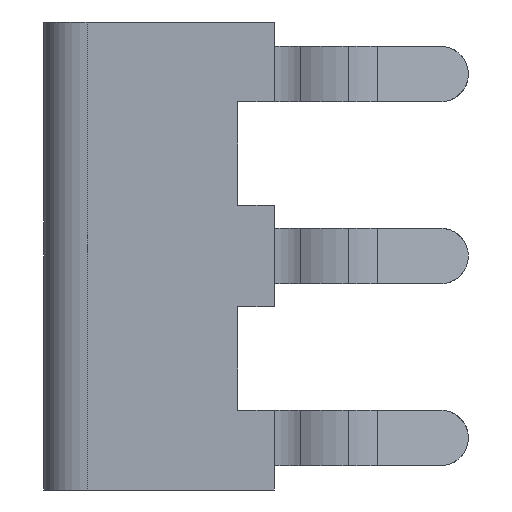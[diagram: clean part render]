
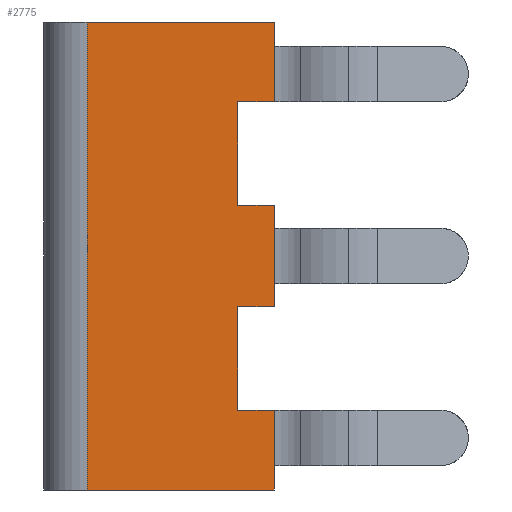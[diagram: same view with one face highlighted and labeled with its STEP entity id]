
A CAD part, left-side view. The second image highlights one B-rep face of the part: STEP entity #2775.
In plain terms, the highlighted planar face has unit normal (-1, 0, 0).
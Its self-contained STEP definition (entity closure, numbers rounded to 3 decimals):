
#223 = DIRECTION ( 'NONE',  ( 0., 0., -1. ) ) ;
#238 = VERTEX_POINT ( 'NONE', #3937 ) ;
#302 = AXIS2_PLACEMENT_3D ( 'NONE', #1752, #5717, #2318 ) ;
#310 = EDGE_CURVE ( 'NONE', #238, #5218, #3632, .T. ) ;
#387 = VERTEX_POINT ( 'NONE', #1464 ) ;
#429 = CARTESIAN_POINT ( 'NONE',  ( -3.912, 10.49, 10.681 ) ) ;
#444 = CARTESIAN_POINT ( 'NONE',  ( -3.912, 5.334, 12.878 ) ) ;
#708 = ORIENTED_EDGE ( 'NONE', *, *, #3947, .F. ) ;
#788 = VECTOR ( 'NONE', #6872, 1000. ) ;
#819 = CARTESIAN_POINT ( 'NONE',  ( -3.912, 5.334, 10.681 ) ) ;
#909 = ORIENTED_EDGE ( 'NONE', *, *, #5338, .F. ) ;
#917 = EDGE_CURVE ( 'NONE', #2485, #5218, #1833, .T. ) ;
#969 = VECTOR ( 'NONE', #7156, 1000. ) ;
#979 = VECTOR ( 'NONE', #7201, 1000. ) ;
#1063 = VERTEX_POINT ( 'NONE', #6919 ) ;
#1067 = LINE ( 'NONE', #5547, #2548 ) ;
#1151 = EDGE_CURVE ( 'NONE', #1063, #3692, #5744, .T. ) ;
#1176 = PLANE ( 'NONE',  #302 ) ;
#1229 = CARTESIAN_POINT ( 'NONE',  ( -3.912, 5.334, 12.878 ) ) ;
#1231 = VECTOR ( 'NONE', #1573, 1000. ) ;
#1265 = CARTESIAN_POINT ( 'NONE',  ( -3.912, 5.334, 12.878 ) ) ;
#1405 = ORIENTED_EDGE ( 'NONE', *, *, #4393, .T. ) ;
#1464 = CARTESIAN_POINT ( 'NONE',  ( -3.912, 5.334, 2.197 ) ) ;
#1488 = VERTEX_POINT ( 'NONE', #2214 ) ;
#1505 = DIRECTION ( 'NONE',  ( 0., 0., -1. ) ) ;
#1534 = CARTESIAN_POINT ( 'NONE',  ( -3.912, 5.334, 12.878 ) ) ;
#1573 = DIRECTION ( 'NONE',  ( 0., 0., -1. ) ) ;
#1752 = CARTESIAN_POINT ( 'NONE',  ( -3.912, 10.49, 12.878 ) ) ;
#1833 = LINE ( 'NONE', #3137, #6184 ) ;
#1888 = CARTESIAN_POINT ( 'NONE',  ( -3.912, 5.334, 0. ) ) ;
#2035 = VECTOR ( 'NONE', #1505, 1000. ) ;
#2188 = VECTOR ( 'NONE', #223, 1000. ) ;
#2214 = CARTESIAN_POINT ( 'NONE',  ( -3.912, 5.334, 12.205 ) ) ;
#2318 = DIRECTION ( 'NONE',  ( 0., -1., 0. ) ) ;
#2380 = LINE ( 'NONE', #2737, #5374 ) ;
#2382 = LINE ( 'NONE', #4137, #2188 ) ;
#2423 = CARTESIAN_POINT ( 'NONE',  ( -3.912, 6.35, 5.042 ) ) ;
#2435 = VERTEX_POINT ( 'NONE', #2423 ) ;
#2485 = VERTEX_POINT ( 'NONE', #1888 ) ;
#2535 = EDGE_CURVE ( 'NONE', #3287, #2485, #6379, .T. ) ;
#2548 = VECTOR ( 'NONE', #6159, 1000. ) ;
#2572 = ORIENTED_EDGE ( 'NONE', *, *, #3032, .F. ) ;
#2587 = ORIENTED_EDGE ( 'NONE', *, *, #5419, .T. ) ;
#2675 = CARTESIAN_POINT ( 'NONE',  ( -3.912, 10.49, 2.197 ) ) ;
#2697 = CARTESIAN_POINT ( 'NONE',  ( -3.912, 6.35, 10.681 ) ) ;
#2737 = CARTESIAN_POINT ( 'NONE',  ( -3.912, 10.49, 7.836 ) ) ;
#2775 = ADVANCED_FACE ( 'NONE', ( #5769 ), #1176, .T. ) ;
#3032 = EDGE_CURVE ( 'NONE', #3900, #1063, #3507, .T. ) ;
#3066 = LINE ( 'NONE', #7196, #6101 ) ;
#3076 = VECTOR ( 'NONE', #4910, 1000. ) ;
#3113 = ORIENTED_EDGE ( 'NONE', *, *, #4759, .T. ) ;
#3137 = CARTESIAN_POINT ( 'NONE',  ( -3.912, 10.49, 0. ) ) ;
#3144 = EDGE_CURVE ( 'NONE', #387, #3287, #3066, .T. ) ;
#3207 = VERTEX_POINT ( 'NONE', #6698 ) ;
#3220 = DIRECTION ( 'NONE',  ( 0., 0., -1. ) ) ;
#3239 = LINE ( 'NONE', #4328, #3076 ) ;
#3287 = VERTEX_POINT ( 'NONE', #4469 ) ;
#3319 = DIRECTION ( 'NONE',  ( 0., 0., -1. ) ) ;
#3321 = VECTOR ( 'NONE', #6931, 1000. ) ;
#3330 = VECTOR ( 'NONE', #5949, 1000. ) ;
#3507 = LINE ( 'NONE', #4625, #6522 ) ;
#3508 = LINE ( 'NONE', #7079, #3330 ) ;
#3621 = CARTESIAN_POINT ( 'NONE',  ( -3.912, 10.49, 12.878 ) ) ;
#3632 = LINE ( 'NONE', #3621, #6671 ) ;
#3692 = VERTEX_POINT ( 'NONE', #5716 ) ;
#3900 = VERTEX_POINT ( 'NONE', #4321 ) ;
#3937 = CARTESIAN_POINT ( 'NONE',  ( -3.912, 10.49, 12.878 ) ) ;
#3947 = EDGE_CURVE ( 'NONE', #3207, #387, #4126, .T. ) ;
#3948 = LINE ( 'NONE', #6501, #788 ) ;
#3968 = VERTEX_POINT ( 'NONE', #2697 ) ;
#3978 = ORIENTED_EDGE ( 'NONE', *, *, #2535, .F. ) ;
#4126 = LINE ( 'NONE', #2675, #979 ) ;
#4137 = CARTESIAN_POINT ( 'NONE',  ( -3.912, 5.334, 12.878 ) ) ;
#4140 = ORIENTED_EDGE ( 'NONE', *, *, #6178, .F. ) ;
#4197 = DIRECTION ( 'NONE',  ( 0., 0., -1. ) ) ;
#4321 = CARTESIAN_POINT ( 'NONE',  ( -3.912, 5.334, 7.201 ) ) ;
#4328 = CARTESIAN_POINT ( 'NONE',  ( -3.912, 6.35, 12.878 ) ) ;
#4393 = EDGE_CURVE ( 'NONE', #3900, #5348, #4817, .T. ) ;
#4469 = CARTESIAN_POINT ( 'NONE',  ( -3.912, 5.334, 0.673 ) ) ;
#4598 = VERTEX_POINT ( 'NONE', #819 ) ;
#4608 = ORIENTED_EDGE ( 'NONE', *, *, #6416, .T. ) ;
#4625 = CARTESIAN_POINT ( 'NONE',  ( -3.912, 5.334, 12.878 ) ) ;
#4759 = EDGE_CURVE ( 'NONE', #3968, #4598, #6507, .T. ) ;
#4817 = LINE ( 'NONE', #1265, #3321 ) ;
#4910 = DIRECTION ( 'NONE',  ( 0., 0., -1. ) ) ;
#4921 = DIRECTION ( 'NONE',  ( 0., -1., 0. ) ) ;
#5218 = VERTEX_POINT ( 'NONE', #5306 ) ;
#5250 = ORIENTED_EDGE ( 'NONE', *, *, #3144, .F. ) ;
#5286 = LINE ( 'NONE', #6058, #969 ) ;
#5306 = CARTESIAN_POINT ( 'NONE',  ( -3.912, 10.49, 0. ) ) ;
#5338 = EDGE_CURVE ( 'NONE', #2435, #3207, #3239, .T. ) ;
#5348 = VERTEX_POINT ( 'NONE', #5505 ) ;
#5374 = VECTOR ( 'NONE', #5556, 1000. ) ;
#5419 = EDGE_CURVE ( 'NONE', #5348, #6963, #2380, .T. ) ;
#5505 = CARTESIAN_POINT ( 'NONE',  ( -3.912, 5.334, 7.836 ) ) ;
#5547 = CARTESIAN_POINT ( 'NONE',  ( -3.912, 10.49, 5.042 ) ) ;
#5556 = DIRECTION ( 'NONE',  ( 0., 1., 0. ) ) ;
#5597 = ORIENTED_EDGE ( 'NONE', *, *, #6729, .F. ) ;
#5654 = ORIENTED_EDGE ( 'NONE', *, *, #6791, .F. ) ;
#5716 = CARTESIAN_POINT ( 'NONE',  ( -3.912, 5.334, 5.042 ) ) ;
#5717 = DIRECTION ( 'NONE',  ( -1., 0., 0. ) ) ;
#5724 = EDGE_LOOP ( 'NONE', ( #708, #909, #5597, #5963, #2572, #1405, #2587, #4608, #3113, #4140, #5654, #6465, #6391, #6394, #3978, #5250 ) ) ;
#5744 = LINE ( 'NONE', #444, #1231 ) ;
#5769 = FACE_OUTER_BOUND ( 'NONE', #5724, .T. ) ;
#5810 = VERTEX_POINT ( 'NONE', #1229 ) ;
#5949 = DIRECTION ( 'NONE',  ( 0., 0., 1. ) ) ;
#5963 = ORIENTED_EDGE ( 'NONE', *, *, #1151, .F. ) ;
#6058 = CARTESIAN_POINT ( 'NONE',  ( -3.912, 10.49, 12.878 ) ) ;
#6101 = VECTOR ( 'NONE', #3220, 1000. ) ;
#6159 = DIRECTION ( 'NONE',  ( 0., 1., 0. ) ) ;
#6178 = EDGE_CURVE ( 'NONE', #1488, #4598, #3948, .T. ) ;
#6184 = VECTOR ( 'NONE', #7108, 1000. ) ;
#6185 = VECTOR ( 'NONE', #4921, 1000. ) ;
#6379 = LINE ( 'NONE', #1534, #2035 ) ;
#6391 = ORIENTED_EDGE ( 'NONE', *, *, #310, .T. ) ;
#6394 = ORIENTED_EDGE ( 'NONE', *, *, #917, .F. ) ;
#6416 = EDGE_CURVE ( 'NONE', #6963, #3968, #3508, .T. ) ;
#6465 = ORIENTED_EDGE ( 'NONE', *, *, #6627, .T. ) ;
#6501 = CARTESIAN_POINT ( 'NONE',  ( -3.912, 5.334, 12.878 ) ) ;
#6507 = LINE ( 'NONE', #429, #6185 ) ;
#6522 = VECTOR ( 'NONE', #3319, 1000. ) ;
#6627 = EDGE_CURVE ( 'NONE', #5810, #238, #5286, .T. ) ;
#6671 = VECTOR ( 'NONE', #4197, 1000. ) ;
#6698 = CARTESIAN_POINT ( 'NONE',  ( -3.912, 6.35, 2.197 ) ) ;
#6729 = EDGE_CURVE ( 'NONE', #3692, #2435, #1067, .T. ) ;
#6791 = EDGE_CURVE ( 'NONE', #5810, #1488, #2382, .T. ) ;
#6872 = DIRECTION ( 'NONE',  ( 0., 0., -1. ) ) ;
#6919 = CARTESIAN_POINT ( 'NONE',  ( -3.912, 5.334, 5.677 ) ) ;
#6931 = DIRECTION ( 'NONE',  ( 0., 0., 1. ) ) ;
#6963 = VERTEX_POINT ( 'NONE', #7152 ) ;
#7079 = CARTESIAN_POINT ( 'NONE',  ( -3.912, 6.35, 12.878 ) ) ;
#7108 = DIRECTION ( 'NONE',  ( 0., 1., 0. ) ) ;
#7152 = CARTESIAN_POINT ( 'NONE',  ( -3.912, 6.35, 7.836 ) ) ;
#7156 = DIRECTION ( 'NONE',  ( 0., 1., 0. ) ) ;
#7196 = CARTESIAN_POINT ( 'NONE',  ( -3.912, 5.334, 12.878 ) ) ;
#7201 = DIRECTION ( 'NONE',  ( 0., -1., 0. ) ) ;
